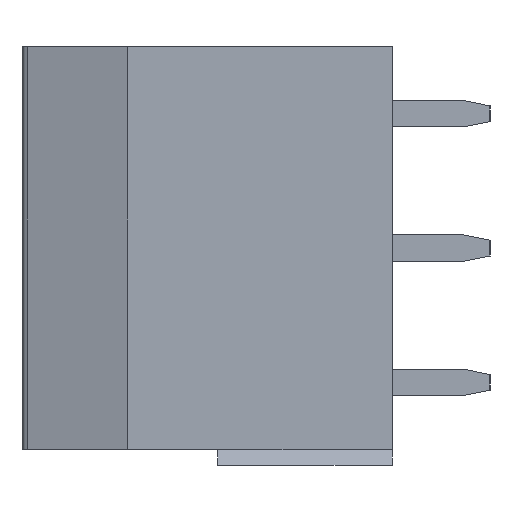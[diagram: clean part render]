
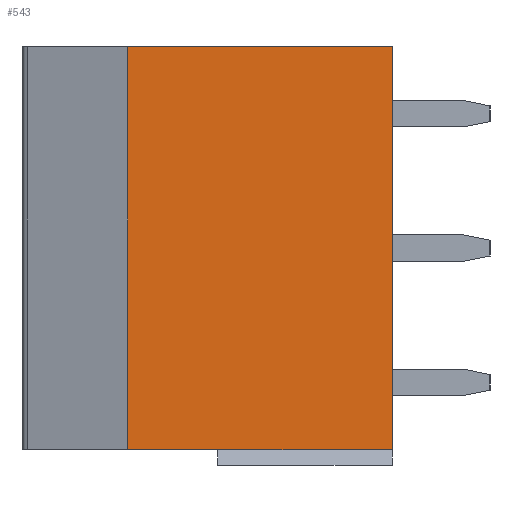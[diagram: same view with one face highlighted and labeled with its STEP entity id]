
A CAD part, left-side view. The second image highlights one B-rep face of the part: STEP entity #543.
In plain terms, the highlighted planar face has unit normal (-1, 0, 0).
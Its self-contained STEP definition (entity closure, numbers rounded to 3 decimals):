
#61 = VERTEX_POINT ( 'NONE', #2590 ) ;
#84 = CARTESIAN_POINT ( 'NONE',  ( 0., 10., 7.62 ) ) ;
#154 = DIRECTION ( 'NONE',  ( 0., 0., -1. ) ) ;
#348 = DIRECTION ( 'NONE',  ( 0., -1., 0. ) ) ;
#543 = ADVANCED_FACE ( 'NONE', ( #3642 ), #3208, .T. ) ;
#590 = CARTESIAN_POINT ( 'NONE',  ( 0., 0., 7.62 ) ) ;
#631 = ORIENTED_EDGE ( 'NONE', *, *, #1281, .T. ) ;
#729 = ORIENTED_EDGE ( 'NONE', *, *, #2283, .T. ) ;
#1281 = EDGE_CURVE ( 'NONE', #61, #3433, #3469, .T. ) ;
#1521 = AXIS2_PLACEMENT_3D ( 'NONE', #590, #4373, #4727 ) ;
#1657 = EDGE_CURVE ( 'NONE', #3294, #4090, #4893, .T. ) ;
#1705 = VECTOR ( 'NONE', #154, 1000. ) ;
#1831 = CARTESIAN_POINT ( 'NONE',  ( 0., 0., -7.62 ) ) ;
#2263 = CARTESIAN_POINT ( 'NONE',  ( 0., 0., 7.62 ) ) ;
#2269 = DIRECTION ( 'NONE',  ( 0., 1., 0. ) ) ;
#2283 = EDGE_CURVE ( 'NONE', #3433, #4090, #3780, .T. ) ;
#2459 = CARTESIAN_POINT ( 'NONE',  ( 0., 0., -7.62 ) ) ;
#2590 = CARTESIAN_POINT ( 'NONE',  ( 0., 10., 7.62 ) ) ;
#2644 = CARTESIAN_POINT ( 'NONE',  ( 0., 0., 7.62 ) ) ;
#2782 = CARTESIAN_POINT ( 'NONE',  ( 0., 0., 7.62 ) ) ;
#3060 = CARTESIAN_POINT ( 'NONE',  ( 0., 10., -7.62 ) ) ;
#3208 = PLANE ( 'NONE',  #1521 ) ;
#3219 = VECTOR ( 'NONE', #2269, 1000. ) ;
#3294 = VERTEX_POINT ( 'NONE', #2644 ) ;
#3433 = VERTEX_POINT ( 'NONE', #3060 ) ;
#3469 = LINE ( 'NONE', #84, #1705 ) ;
#3490 = EDGE_CURVE ( 'NONE', #3294, #61, #3499, .T. ) ;
#3499 = LINE ( 'NONE', #2782, #3219 ) ;
#3611 = VECTOR ( 'NONE', #3799, 1000. ) ;
#3642 = FACE_OUTER_BOUND ( 'NONE', #4782, .T. ) ;
#3780 = LINE ( 'NONE', #1831, #4404 ) ;
#3799 = DIRECTION ( 'NONE',  ( 0., 0., -1. ) ) ;
#4090 = VERTEX_POINT ( 'NONE', #2459 ) ;
#4346 = ORIENTED_EDGE ( 'NONE', *, *, #3490, .T. ) ;
#4373 = DIRECTION ( 'NONE',  ( -1., 0., 0. ) ) ;
#4404 = VECTOR ( 'NONE', #348, 1000. ) ;
#4727 = DIRECTION ( 'NONE',  ( 0., 0., 1. ) ) ;
#4753 = ORIENTED_EDGE ( 'NONE', *, *, #1657, .F. ) ;
#4782 = EDGE_LOOP ( 'NONE', ( #4753, #4346, #631, #729 ) ) ;
#4893 = LINE ( 'NONE', #2263, #3611 ) ;
